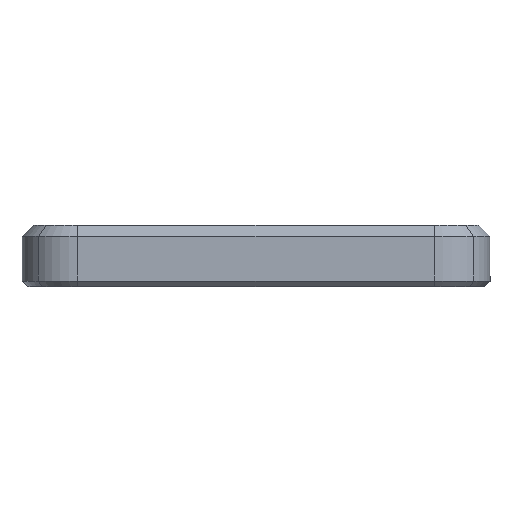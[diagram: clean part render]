
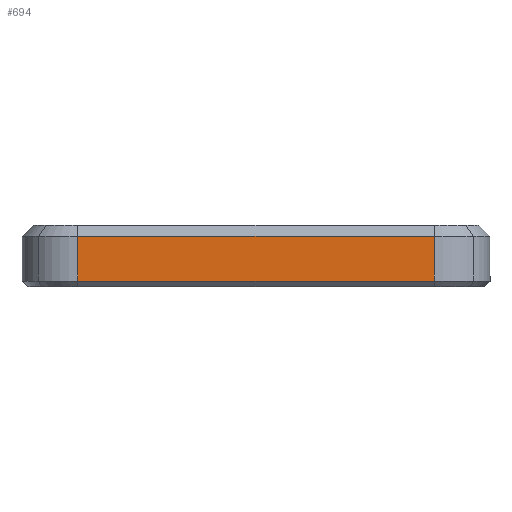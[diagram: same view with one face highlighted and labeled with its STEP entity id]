
A CAD part, left-side view. The second image highlights one B-rep face of the part: STEP entity #694.
In plain terms, the highlighted planar face has unit normal (-1, 0, 0).
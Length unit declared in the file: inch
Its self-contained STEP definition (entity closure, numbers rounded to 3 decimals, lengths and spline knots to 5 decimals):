
#25 = LINE ( 'NONE', #693, #834 ) ;
#121 = VERTEX_POINT ( 'NONE', #1576 ) ;
#125 = LINE ( 'NONE', #1228, #291 ) ;
#235 = DIRECTION ( 'NONE',  ( 0., 1., 0. ) ) ;
#291 = VECTOR ( 'NONE', #1541, 39.37008 ) ;
#303 = VERTEX_POINT ( 'NONE', #1347 ) ;
#335 = EDGE_CURVE ( 'NONE', #303, #964, #931, .T. ) ;
#338 = CARTESIAN_POINT ( 'NONE',  ( -1.41732, 0.62992, 0. ) ) ;
#474 = EDGE_LOOP ( 'NONE', ( #510, #1092, #1766, #888 ) ) ;
#510 = ORIENTED_EDGE ( 'NONE', *, *, #335, .F. ) ;
#600 = DIRECTION ( 'NONE',  ( -1., 0., 0. ) ) ;
#690 = DIRECTION ( 'NONE',  ( 0., 0., -1. ) ) ;
#693 = CARTESIAN_POINT ( 'NONE',  ( -1.41732, -0.62992, 0. ) ) ;
#694 = ADVANCED_FACE ( 'NONE', ( #1660 ), #1086, .T. ) ;
#834 = VECTOR ( 'NONE', #690, 39.37008 ) ;
#845 = CARTESIAN_POINT ( 'NONE',  ( -1.41732, 0.41339, -0.1378 ) ) ;
#888 = ORIENTED_EDGE ( 'NONE', *, *, #1423, .F. ) ;
#931 = LINE ( 'NONE', #845, #1345 ) ;
#932 = VERTEX_POINT ( 'NONE', #980 ) ;
#964 = VERTEX_POINT ( 'NONE', #1948 ) ;
#980 = CARTESIAN_POINT ( 'NONE',  ( -1.41732, 0.62992, 0.01969 ) ) ;
#1034 = LINE ( 'NONE', #338, #1977 ) ;
#1086 = PLANE ( 'NONE',  #1878 ) ;
#1092 = ORIENTED_EDGE ( 'NONE', *, *, #1519, .F. ) ;
#1127 = DIRECTION ( 'NONE',  ( 0., 0., 1. ) ) ;
#1228 = CARTESIAN_POINT ( 'NONE',  ( -1.41732, 0.41339, 0.01969 ) ) ;
#1345 = VECTOR ( 'NONE', #235, 39.37008 ) ;
#1347 = CARTESIAN_POINT ( 'NONE',  ( -1.41732, -0.62992, -0.1378 ) ) ;
#1423 = EDGE_CURVE ( 'NONE', #964, #932, #1034, .T. ) ;
#1519 = EDGE_CURVE ( 'NONE', #121, #303, #25, .T. ) ;
#1537 = CARTESIAN_POINT ( 'NONE',  ( -1.41732, 0.82677, 0. ) ) ;
#1541 = DIRECTION ( 'NONE',  ( 0., -1., 0. ) ) ;
#1576 = CARTESIAN_POINT ( 'NONE',  ( -1.41732, -0.62992, 0.01969 ) ) ;
#1657 = EDGE_CURVE ( 'NONE', #932, #121, #125, .T. ) ;
#1660 = FACE_OUTER_BOUND ( 'NONE', #474, .T. ) ;
#1706 = DIRECTION ( 'NONE',  ( 0., 0., 1. ) ) ;
#1766 = ORIENTED_EDGE ( 'NONE', *, *, #1657, .F. ) ;
#1878 = AXIS2_PLACEMENT_3D ( 'NONE', #1537, #600, #1706 ) ;
#1948 = CARTESIAN_POINT ( 'NONE',  ( -1.41732, 0.62992, -0.1378 ) ) ;
#1977 = VECTOR ( 'NONE', #1127, 39.37008 ) ;
